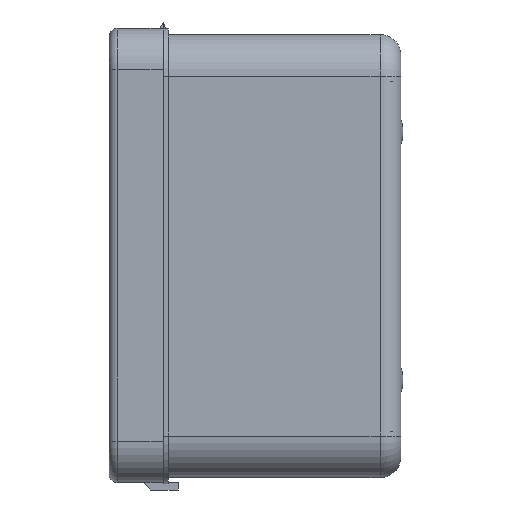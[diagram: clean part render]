
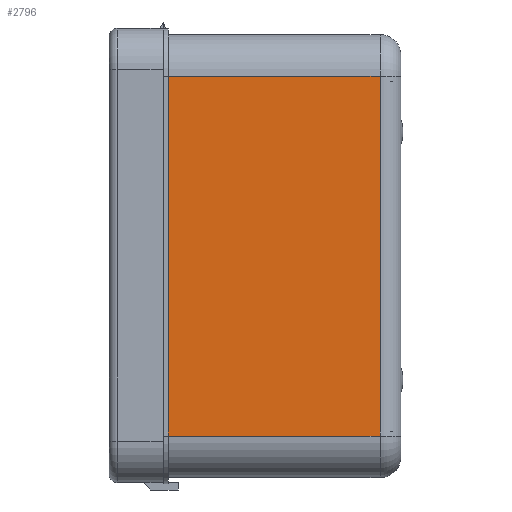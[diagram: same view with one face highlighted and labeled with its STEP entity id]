
A CAD part, left-side view. The second image highlights one B-rep face of the part: STEP entity #2796.
In plain terms, the highlighted planar face has unit normal (-1, 0, 0).
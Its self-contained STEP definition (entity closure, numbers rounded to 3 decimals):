
#17 = VECTOR ( 'NONE', #5931, 1000. ) ;
#346 = VECTOR ( 'NONE', #2505, 1000. ) ;
#541 = ORIENTED_EDGE ( 'NONE', *, *, #4799, .T. ) ;
#885 = EDGE_CURVE ( 'NONE', #1205, #4757, #3545, .T. ) ;
#944 = CARTESIAN_POINT ( 'NONE',  ( -85., 5., -43.15 ) ) ;
#1080 = DIRECTION ( 'NONE',  ( 0., -1., 0. ) ) ;
#1205 = VERTEX_POINT ( 'NONE', #2549 ) ;
#1248 = AXIS2_PLACEMENT_3D ( 'NONE', #4254, #2260, #4323 ) ;
#1431 = EDGE_CURVE ( 'NONE', #3749, #1205, #5988, .T. ) ;
#1527 = ORIENTED_EDGE ( 'NONE', *, *, #3709, .F. ) ;
#1856 = FACE_OUTER_BOUND ( 'NONE', #2679, .T. ) ;
#1915 = CARTESIAN_POINT ( 'NONE',  ( -85., 60.5, -43.15 ) ) ;
#1933 = VERTEX_POINT ( 'NONE', #5032 ) ;
#2008 = CARTESIAN_POINT ( 'NONE',  ( -85., 55.8, -43.15 ) ) ;
#2013 = LINE ( 'NONE', #1915, #2938 ) ;
#2260 = DIRECTION ( 'NONE',  ( 1., 0., 0. ) ) ;
#2505 = DIRECTION ( 'NONE',  ( 0., 0., 1. ) ) ;
#2549 = CARTESIAN_POINT ( 'NONE',  ( -85., 5., 43.15 ) ) ;
#2573 = CARTESIAN_POINT ( 'NONE',  ( -85., 5., 53.15 ) ) ;
#2679 = EDGE_LOOP ( 'NONE', ( #1527, #541, #5174, #5797 ) ) ;
#2796 = ADVANCED_FACE ( 'NONE', ( #1856 ), #5240, .F. ) ;
#2938 = VECTOR ( 'NONE', #1080, 1000. ) ;
#3545 = LINE ( 'NONE', #6010, #3616 ) ;
#3604 = DIRECTION ( 'NONE',  ( 0., 1., 0. ) ) ;
#3616 = VECTOR ( 'NONE', #3604, 1000. ) ;
#3709 = EDGE_CURVE ( 'NONE', #1933, #4757, #3905, .T. ) ;
#3749 = VERTEX_POINT ( 'NONE', #944 ) ;
#3905 = LINE ( 'NONE', #2008, #346 ) ;
#4254 = CARTESIAN_POINT ( 'NONE',  ( -85., 60.5, 53.15 ) ) ;
#4323 = DIRECTION ( 'NONE',  ( 0., 0., -1. ) ) ;
#4757 = VERTEX_POINT ( 'NONE', #6180 ) ;
#4799 = EDGE_CURVE ( 'NONE', #1933, #3749, #2013, .T. ) ;
#5032 = CARTESIAN_POINT ( 'NONE',  ( -85., 55.8, -43.15 ) ) ;
#5174 = ORIENTED_EDGE ( 'NONE', *, *, #1431, .T. ) ;
#5240 = PLANE ( 'NONE',  #1248 ) ;
#5797 = ORIENTED_EDGE ( 'NONE', *, *, #885, .T. ) ;
#5931 = DIRECTION ( 'NONE',  ( 0., 0., 1. ) ) ;
#5988 = LINE ( 'NONE', #2573, #17 ) ;
#6010 = CARTESIAN_POINT ( 'NONE',  ( -85., 60.5, 43.15 ) ) ;
#6180 = CARTESIAN_POINT ( 'NONE',  ( -85., 55.8, 43.15 ) ) ;
